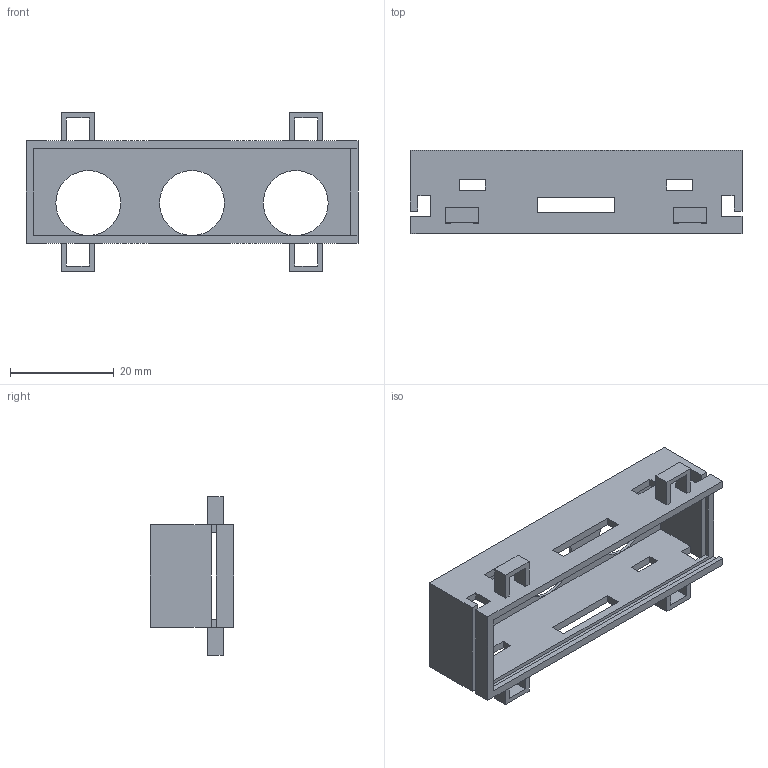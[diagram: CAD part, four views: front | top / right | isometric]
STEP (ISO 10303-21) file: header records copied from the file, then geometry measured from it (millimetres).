
FILE_DESCRIPTION(/* description */ (''),/* implementation_level */ '2;1');
FILE_NAME(/* name */ 'Canal - main base v5.step',/* time_stamp */ '2025-12-06T15:30:18+01:00',/* author */ (''),/* organization */ (''),/* preprocessor_version */ 'ST-DEVELOPER v20.1',/* originating_system */ 'Autodesk Translation Framework v14.21.0.0',/* authorisation */ '');
FILE_SCHEMA (('AUTOMOTIVE_DESIGN { 1 0 10303 214 3 1 1 }'));
Length unit declared in the file: millimetre
Products named in the file (2): Canal - main base; Canal - base
Assembly tree (1 placements, depth 2):
  Canal - main base
    Canal - base
Bounding box: 64 x 16 x 30.55 mm (x, y, z)
Volume: 3931.5 mm3; surface area: 7536.9 mm2
Topology: 5 solids, 5 shells, 102 faces, 291 edges, 193 vertices
Faces by surface type: plane 99, cylinder 3
Full cylindrical faces by diameter (mm): 12.5 x3
Entity records: 3355 total; most frequent: CARTESIAN_POINT 589, ORIENTED_EDGE 582, DIRECTION 510, EDGE_CURVE 291, LINE 282, VECTOR 282, VERTEX_POINT 193, EDGE_LOOP 118
